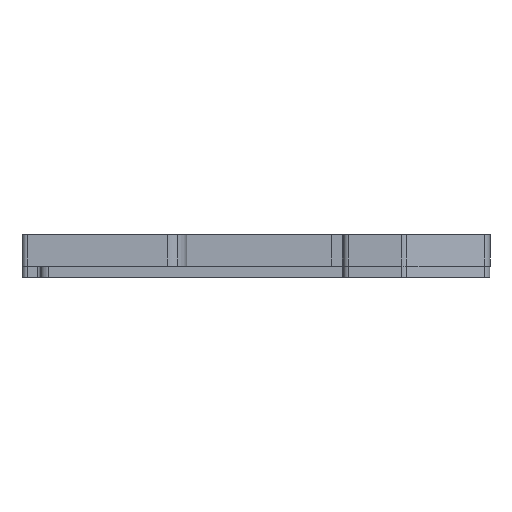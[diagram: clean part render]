
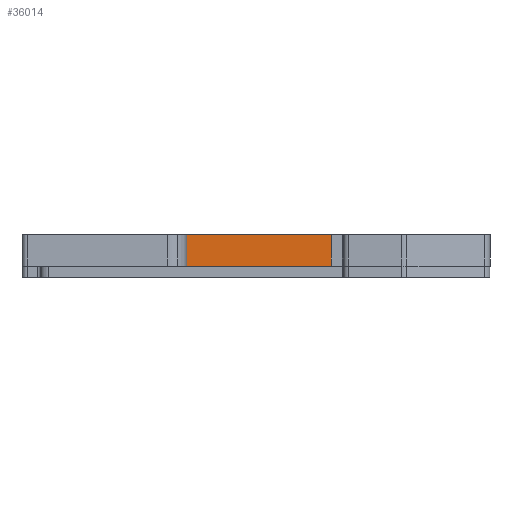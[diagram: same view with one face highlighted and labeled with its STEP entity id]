
A CAD part, front view. The second image highlights one B-rep face of the part: STEP entity #36014.
In plain terms, the highlighted planar face has unit normal (0, -1, 0).
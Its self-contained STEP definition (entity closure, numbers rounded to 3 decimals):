
#166 = CARTESIAN_POINT ( 'NONE',  ( 12.048, 0., 2.2 ) ) ;
#310 = VERTEX_POINT ( 'NONE', #33943 ) ;
#1467 = EDGE_CURVE ( 'NONE', #310, #2951, #27817, .T. ) ;
#2951 = VERTEX_POINT ( 'NONE', #28141 ) ;
#3715 = EDGE_CURVE ( 'NONE', #4251, #40957, #4009, .T. ) ;
#4009 = LINE ( 'NONE', #166, #15022 ) ;
#4251 = VERTEX_POINT ( 'NONE', #28995 ) ;
#4318 = EDGE_CURVE ( 'NONE', #2951, #4251, #4888, .T. ) ;
#4888 = B_SPLINE_CURVE_WITH_KNOTS ( 'NONE', 1,
 ( #17373, #22980 ),
 .UNSPECIFIED., .F., .F.,
 ( 2, 2 ),
 ( 0., 1. ),
 .UNSPECIFIED. ) ;
#5585 = CARTESIAN_POINT ( 'NONE',  ( 40.506, 0., 2.2 ) ) ;
#8566 = AXIS2_PLACEMENT_3D ( 'NONE', #18466, #19110, #38680 ) ;
#9229 = ORIENTED_EDGE ( 'NONE', *, *, #4318, .F. ) ;
#9230 = DIRECTION ( 'NONE',  ( -1., 0., 0. ) ) ;
#11103 = DIRECTION ( 'NONE',  ( 0., 0., 1. ) ) ;
#12047 = LINE ( 'NONE', #5585, #30144 ) ;
#13816 = CARTESIAN_POINT ( 'NONE',  ( 12.048, 0., 2.2 ) ) ;
#15022 = VECTOR ( 'NONE', #26138, 1000. ) ;
#17373 = CARTESIAN_POINT ( 'NONE',  ( -17.962, 0., 8.35 ) ) ;
#18466 = CARTESIAN_POINT ( 'NONE',  ( 17.5, 0., 8.965 ) ) ;
#19110 = DIRECTION ( 'NONE',  ( 0., 1., 0. ) ) ;
#22850 = ORIENTED_EDGE ( 'NONE', *, *, #3715, .F. ) ;
#22980 = CARTESIAN_POINT ( 'NONE',  ( 12.05, 0.002, 8.35 ) ) ;
#24776 = ORIENTED_EDGE ( 'NONE', *, *, #1467, .F. ) ;
#25101 = FACE_OUTER_BOUND ( 'NONE', #29237, .T. ) ;
#26138 = DIRECTION ( 'NONE',  ( 0., 0., -1. ) ) ;
#27099 = VECTOR ( 'NONE', #11103, 1000. ) ;
#27817 = LINE ( 'NONE', #28023, #27099 ) ;
#28023 = CARTESIAN_POINT ( 'NONE',  ( -17.962, 0., 2.2 ) ) ;
#28141 = CARTESIAN_POINT ( 'NONE',  ( -17.962, 0., 8.35 ) ) ;
#28995 = CARTESIAN_POINT ( 'NONE',  ( 12.05, 0.002, 8.35 ) ) ;
#29237 = EDGE_LOOP ( 'NONE', ( #39185, #22850, #9229, #24776 ) ) ;
#30144 = VECTOR ( 'NONE', #9230, 1000. ) ;
#33943 = CARTESIAN_POINT ( 'NONE',  ( -17.962, 0., 2.2 ) ) ;
#36014 = ADVANCED_FACE ( 'NONE', ( #25101 ), #38057, .F. ) ;
#38057 = PLANE ( 'NONE',  #8566 ) ;
#38680 = DIRECTION ( 'NONE',  ( -1., 0., 0. ) ) ;
#39185 = ORIENTED_EDGE ( 'NONE', *, *, #39467, .F. ) ;
#39467 = EDGE_CURVE ( 'NONE', #40957, #310, #12047, .T. ) ;
#40957 = VERTEX_POINT ( 'NONE', #13816 ) ;
